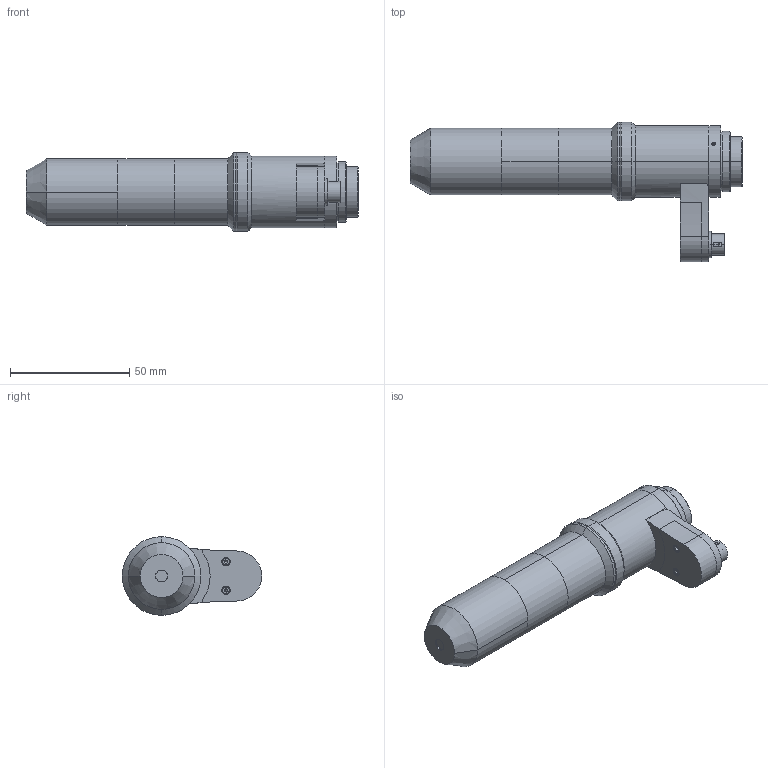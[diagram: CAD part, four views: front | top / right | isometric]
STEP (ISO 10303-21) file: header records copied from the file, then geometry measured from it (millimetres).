
FILE_DESCRIPTION (( 'STEP AP203' ), '1' );
FILE_NAME ('DP33301-A_PCHIL013-EL.step', '2023-12-06T14:14:26', ( '' ), ( '' ), 'SwSTEP 2.0', 'SolidWorks 2021', '' );
FILE_SCHEMA (( 'CONFIG_CONTROL_DESIGN' ));
Length unit declared in the file: millimetre
Products named in the file (1): DP33301-A_PCHIL013-EL
Bounding box: 139.2 x 58.5 x 33 mm (x, y, z)
Surface area: 17565.5 mm2 (no closed solid volume)
Topology: 0 solids, 18 shells, 199 faces, 659 edges, 449 vertices
Faces by surface type: cylinder 81, plane 76, cone 34, torus 6, sphere 2
Entity records: 7751 total; most frequent: CARTESIAN_POINT 1871, DIRECTION 1303, ORIENTED_EDGE 1045, EDGE_CURVE 655, AXIS2_PLACEMENT_3D 484, VERTEX_POINT 449, LINE 335, VECTOR 335
